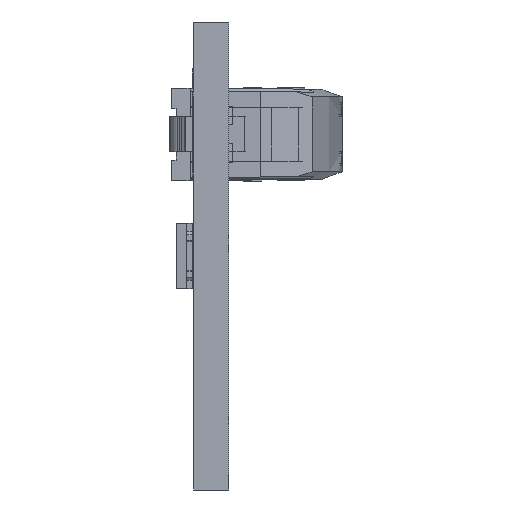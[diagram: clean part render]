
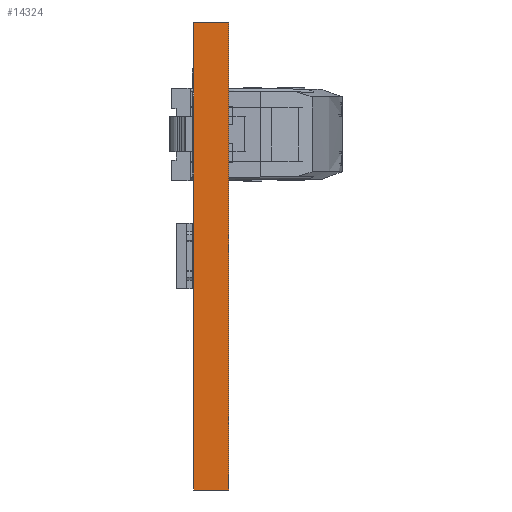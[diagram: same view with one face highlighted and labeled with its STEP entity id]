
A CAD part, left-side view. The second image highlights one B-rep face of the part: STEP entity #14324.
In plain terms, the highlighted planar face has unit normal (-1, 0, 0).
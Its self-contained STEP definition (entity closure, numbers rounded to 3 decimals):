
#848 = EDGE_CURVE ( 'NONE', #37061, #66633, #26683, .T. ) ;
#9086 = PLANE ( 'NONE',  #59496 ) ;
#12233 = CARTESIAN_POINT ( 'NONE',  ( 0.005, -1.5, -20.005 ) ) ;
#14324 = ADVANCED_FACE ( 'NONE', ( #116904 ), #9086, .F. ) ;
#18185 = CARTESIAN_POINT ( 'NONE',  ( 0.005, -1.5, 0. ) ) ;
#21826 = LINE ( 'NONE', #57348, #114770 ) ;
#26683 = LINE ( 'NONE', #110016, #47763 ) ;
#29878 = EDGE_CURVE ( 'NONE', #102175, #112846, #110958, .T. ) ;
#32999 = VECTOR ( 'NONE', #93230, 1000. ) ;
#36162 = CARTESIAN_POINT ( 'NONE',  ( 0.005, 0., -0.005 ) ) ;
#36284 = DIRECTION ( 'NONE',  ( 0., 0., -1. ) ) ;
#37061 = VERTEX_POINT ( 'NONE', #61052 ) ;
#42600 = ORIENTED_EDGE ( 'NONE', *, *, #107348, .F. ) ;
#47763 = VECTOR ( 'NONE', #111438, 1000. ) ;
#48392 = CARTESIAN_POINT ( 'NONE',  ( 0.005, 0., 0. ) ) ;
#56522 = ORIENTED_EDGE ( 'NONE', *, *, #29878, .T. ) ;
#57348 = CARTESIAN_POINT ( 'NONE',  ( 0.005, -1.5, -0.005 ) ) ;
#57430 = DIRECTION ( 'NONE',  ( 0., 0., -1. ) ) ;
#59353 = CARTESIAN_POINT ( 'NONE',  ( 0.005, -1.5, -20.005 ) ) ;
#59496 = AXIS2_PLACEMENT_3D ( 'NONE', #18185, #90095, #36284 ) ;
#60286 = EDGE_CURVE ( 'NONE', #37061, #102175, #21826, .T. ) ;
#61052 = CARTESIAN_POINT ( 'NONE',  ( 0.005, -1.5, -0.005 ) ) ;
#63053 = VECTOR ( 'NONE', #57430, 1000. ) ;
#66633 = VERTEX_POINT ( 'NONE', #59353 ) ;
#69269 = EDGE_LOOP ( 'NONE', ( #56522, #42600, #74180, #72785 ) ) ;
#72785 = ORIENTED_EDGE ( 'NONE', *, *, #60286, .T. ) ;
#74180 = ORIENTED_EDGE ( 'NONE', *, *, #848, .F. ) ;
#90095 = DIRECTION ( 'NONE',  ( 1., 0., 0. ) ) ;
#93230 = DIRECTION ( 'NONE',  ( 0., 1., 0. ) ) ;
#102175 = VERTEX_POINT ( 'NONE', #36162 ) ;
#104545 = CARTESIAN_POINT ( 'NONE',  ( 0.005, 0., -20.005 ) ) ;
#104758 = LINE ( 'NONE', #12233, #32999 ) ;
#107348 = EDGE_CURVE ( 'NONE', #66633, #112846, #104758, .T. ) ;
#110016 = CARTESIAN_POINT ( 'NONE',  ( 0.005, -1.5, 0. ) ) ;
#110958 = LINE ( 'NONE', #48392, #63053 ) ;
#111273 = DIRECTION ( 'NONE',  ( 0., 1., 0. ) ) ;
#111438 = DIRECTION ( 'NONE',  ( 0., 0., -1. ) ) ;
#112846 = VERTEX_POINT ( 'NONE', #104545 ) ;
#114770 = VECTOR ( 'NONE', #111273, 1000. ) ;
#116904 = FACE_OUTER_BOUND ( 'NONE', #69269, .T. ) ;
